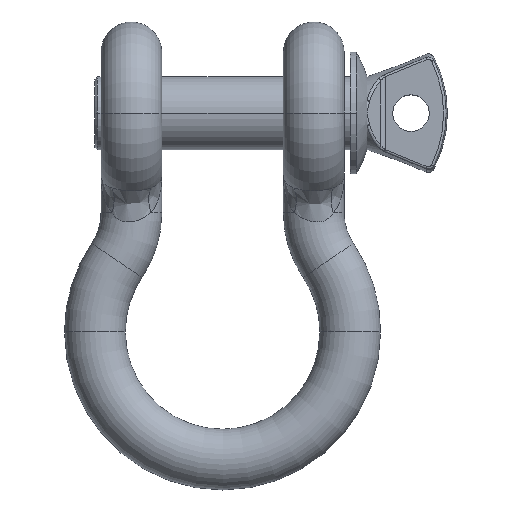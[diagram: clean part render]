
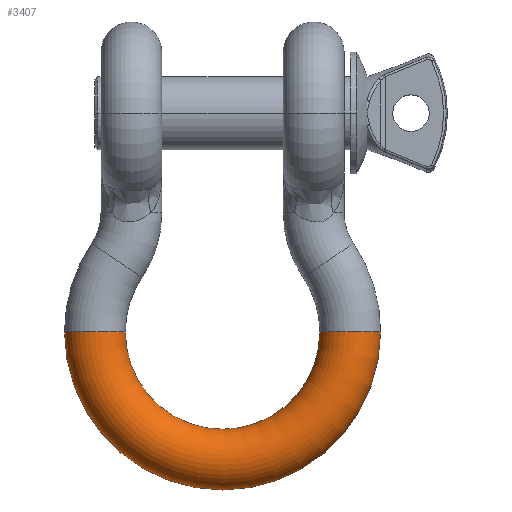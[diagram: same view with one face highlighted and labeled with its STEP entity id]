
A CAD part, top view. The second image highlights one B-rep face of the part: STEP entity #3407.
In plain terms, the highlighted toroidal (fillet/blend) face has major radius 10.5 mm and minor radius 2.5 mm.
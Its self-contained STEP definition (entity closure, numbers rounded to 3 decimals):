
#5 = FACE_OUTER_BOUND ( 'NONE', #1696, .T. ) ;
#187 = DIRECTION ( 'NONE',  ( 1., 0., 0. ) ) ;
#224 = DIRECTION ( 'NONE',  ( 0., 0., 1. ) ) ;
#438 = DIRECTION ( 'NONE',  ( -1., 0., 0. ) ) ;
#448 = CIRCLE ( 'NONE', #1095, 8. ) ;
#518 = AXIS2_PLACEMENT_3D ( 'NONE', #3176, #1526, #438 ) ;
#528 = VERTEX_POINT ( 'NONE', #2036 ) ;
#660 = CIRCLE ( 'NONE', #1916, 2.5 ) ;
#669 = DIRECTION ( 'NONE',  ( 0., -1., 0. ) ) ;
#732 = CARTESIAN_POINT ( 'NONE',  ( 0., -18., 0. ) ) ;
#789 = VERTEX_POINT ( 'NONE', #3160 ) ;
#805 = CARTESIAN_POINT ( 'NONE',  ( -8., -18., 0. ) ) ;
#885 = CIRCLE ( 'NONE', #518, 2.5 ) ;
#992 = CARTESIAN_POINT ( 'NONE',  ( 8., -18., 0. ) ) ;
#1092 = ORIENTED_EDGE ( 'NONE', *, *, #3341, .F. ) ;
#1095 = AXIS2_PLACEMENT_3D ( 'NONE', #732, #224, #187 ) ;
#1132 = EDGE_CURVE ( 'NONE', #528, #3433, #660, .T. ) ;
#1236 = CIRCLE ( 'NONE', #2163, 13. ) ;
#1278 = ORIENTED_EDGE ( 'NONE', *, *, #1790, .F. ) ;
#1526 = DIRECTION ( 'NONE',  ( 0., 1., 0. ) ) ;
#1696 = EDGE_LOOP ( 'NONE', ( #1092, #2630, #2893, #1278 ) ) ;
#1790 = EDGE_CURVE ( 'NONE', #1876, #3433, #448, .T. ) ;
#1876 = VERTEX_POINT ( 'NONE', #805 ) ;
#1903 = TOROIDAL_SURFACE ( 'NONE', #3093, 10.5, 2.5 ) ;
#1916 = AXIS2_PLACEMENT_3D ( 'NONE', #2604, #669, #2320 ) ;
#2036 = CARTESIAN_POINT ( 'NONE',  ( 13., -18., 0. ) ) ;
#2104 = CARTESIAN_POINT ( 'NONE',  ( 0., -18., 0. ) ) ;
#2163 = AXIS2_PLACEMENT_3D ( 'NONE', #2104, #2382, #2639 ) ;
#2320 = DIRECTION ( 'NONE',  ( 0., 0., -1. ) ) ;
#2352 = DIRECTION ( 'NONE',  ( 1., 0., 0. ) ) ;
#2382 = DIRECTION ( 'NONE',  ( 0., 0., 1. ) ) ;
#2604 = CARTESIAN_POINT ( 'NONE',  ( 10.5, -18., 0. ) ) ;
#2630 = ORIENTED_EDGE ( 'NONE', *, *, #3420, .T. ) ;
#2639 = DIRECTION ( 'NONE',  ( 1., 0., 0. ) ) ;
#2893 = ORIENTED_EDGE ( 'NONE', *, *, #1132, .T. ) ;
#2920 = DIRECTION ( 'NONE',  ( 0., 0., 1. ) ) ;
#3093 = AXIS2_PLACEMENT_3D ( 'NONE', #3468, #2920, #2352 ) ;
#3160 = CARTESIAN_POINT ( 'NONE',  ( -13., -18., 0. ) ) ;
#3176 = CARTESIAN_POINT ( 'NONE',  ( -10.5, -18., 0. ) ) ;
#3341 = EDGE_CURVE ( 'NONE', #789, #1876, #885, .T. ) ;
#3407 = ADVANCED_FACE ( 'NONE', ( #5 ), #1903, .T. ) ;
#3420 = EDGE_CURVE ( 'NONE', #789, #528, #1236, .T. ) ;
#3433 = VERTEX_POINT ( 'NONE', #992 ) ;
#3468 = CARTESIAN_POINT ( 'NONE',  ( 0., -18., 0. ) ) ;
